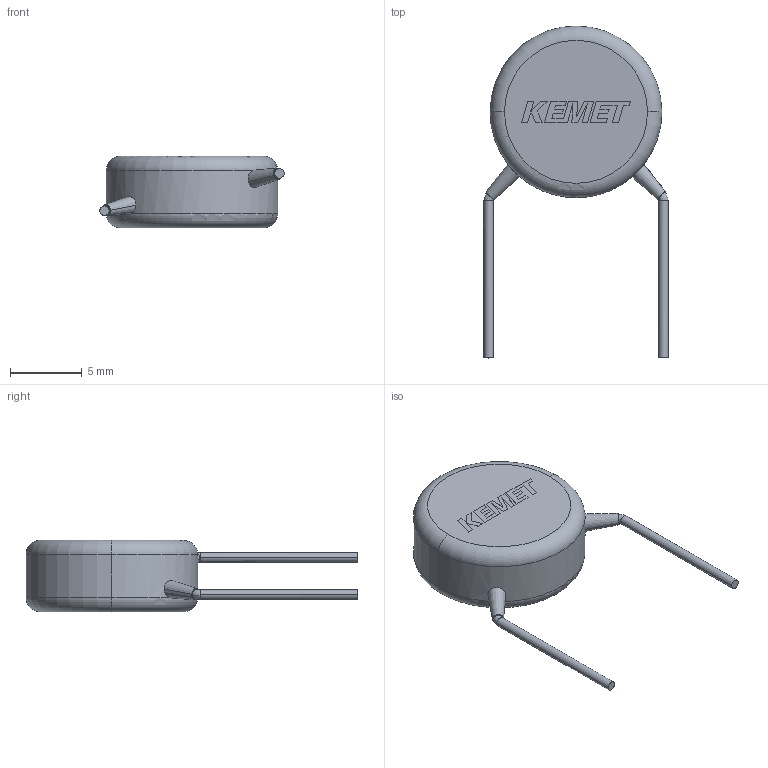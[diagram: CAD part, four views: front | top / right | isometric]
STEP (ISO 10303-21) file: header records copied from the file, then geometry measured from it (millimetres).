
FILE_DESCRIPTION (( 'STEP AP214' ), '1' );
FILE_NAME ('CCD_KST_12X5_D12T5S12.5LL11F0.65G3V2.6.STEP', '2019-11-07T17:07:42', ( '' ), ( '' ), 'SwSTEP 2.0', 'SolidWorks 2014', '' );
FILE_SCHEMA (( 'AUTOMOTIVE_DESIGN' ));
Length unit declared in the file: millimetre
Products named in the file (1): CCD_KST_12X5_D12T5S12.5LL11F0.65G3V2.6
Bounding box: 12.88 x 23.2 x 5 mm (x, y, z)
Volume: 561.4 mm3; surface area: 455.3 mm2
Topology: 4 solids, 4 shells, 81 faces, 209 edges, 138 vertices
Faces by surface type: plane 63, torus 8, cylinder 6, cone 4
Entity records: 3429 total; most frequent: CARTESIAN_POINT 473, ORIENTED_EDGE 418, DIRECTION 403, EDGE_CURVE 209, LINE 163, VECTOR 163, VERTEX_POINT 138, AXIS2_PLACEMENT_3D 120
